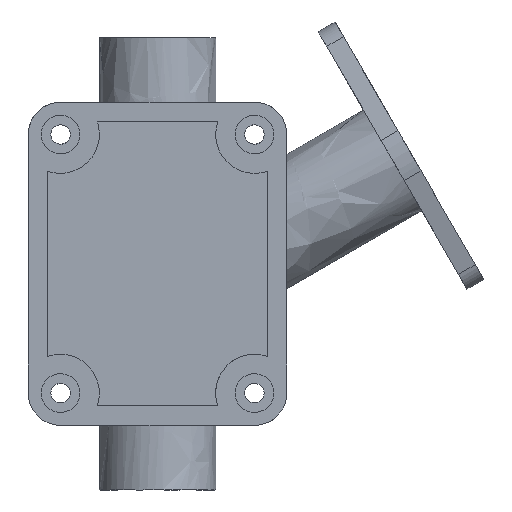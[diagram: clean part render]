
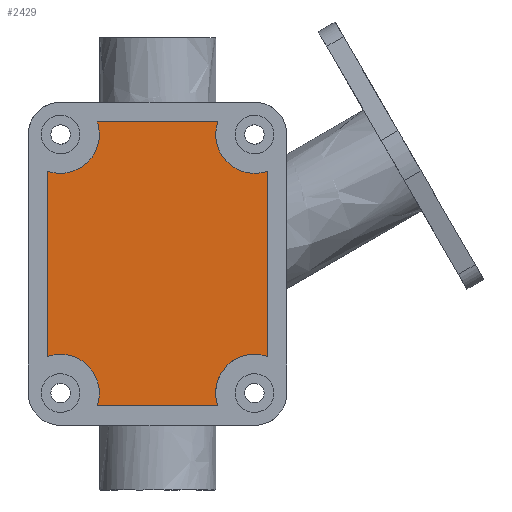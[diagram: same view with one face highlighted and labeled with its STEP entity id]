
A CAD part, front view. The second image highlights one B-rep face of the part: STEP entity #2429.
In plain terms, the highlighted free-form (B-spline) face has degree [1, 1] with [2, 2] control points.
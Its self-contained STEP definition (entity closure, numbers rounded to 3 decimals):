
#1293 = EDGE_CURVE('',#1294,#1296,#1298,.T.);
#1294 = VERTEX_POINT('',#1295);
#1295 = CARTESIAN_POINT('',(-15.06,-10.631,
    -18.3));
#1296 = VERTEX_POINT('',#1297);
#1297 = CARTESIAN_POINT('',(-13.288,-10.631,
    -18.604));
#1298 = ( BOUNDED_CURVE() B_SPLINE_CURVE(2,(#1299,#1300,#1301),
.UNSPECIFIED.,.F.,.F.) B_SPLINE_CURVE_WITH_KNOTS((3,3),(2.802,
3.142),.PIECEWISE_BEZIER_KNOTS.) CURVE() 
GEOMETRIC_REPRESENTATION_ITEM() RATIONAL_B_SPLINE_CURVE((1.,
0.986,1.)) REPRESENTATION_ITEM('') );
#1299 = CARTESIAN_POINT('',(-15.06,-10.631,
    -18.3));
#1300 = CARTESIAN_POINT('',(-14.2,-10.631,
    -18.604));
#1301 = CARTESIAN_POINT('',(-13.288,-10.631,
    -18.604));
#1333 = EDGE_CURVE('',#1334,#1336,#1338,.T.);
#1334 = VERTEX_POINT('',#1335);
#1335 = CARTESIAN_POINT('',(8.277,-10.631,
    -11.517));
#1336 = VERTEX_POINT('',#1337);
#1337 = CARTESIAN_POINT('',(13.288,-10.631,
    -18.604));
#1338 = ( BOUNDED_CURVE() B_SPLINE_CURVE(2,(#1339,#1340,#1341),
.UNSPECIFIED.,.F.,.F.) B_SPLINE_CURVE_WITH_KNOTS((3,3),(1.231,
3.142),.PIECEWISE_BEZIER_KNOTS.) CURVE() 
GEOMETRIC_REPRESENTATION_ITEM() RATIONAL_B_SPLINE_CURVE((1.,
0.577,1.)) REPRESENTATION_ITEM('') );
#1339 = CARTESIAN_POINT('',(8.277,-10.631,
    -11.517));
#1340 = CARTESIAN_POINT('',(5.771,-10.631,-18.604)
  );
#1341 = CARTESIAN_POINT('',(13.288,-10.631,
    -18.604));
#2429 = ADVANCED_FACE('',(#2430),#2490,.F.);
#2430 = FACE_BOUND('',#2431,.T.);
#2431 = EDGE_LOOP('',(#2432,#2439,#2447,#2454,#2462,#2469,#2475,#2476,
    #2483,#2489));
#2432 = ORIENTED_EDGE('',*,*,#2433,.F.);
#2433 = EDGE_CURVE('',#2434,#1294,#2436,.T.);
#2434 = VERTEX_POINT('',#2435);
#2435 = CARTESIAN_POINT('',(-15.06,-10.631,
    -43.712));
#2436 = B_SPLINE_CURVE_WITH_KNOTS('',1,(#2437,#2438),.UNSPECIFIED.,.F.,
  .F.,(2,2),(-49.343,-20.657),.PIECEWISE_BEZIER_KNOTS.);
#2437 = CARTESIAN_POINT('',(-15.06,-10.631,
    -43.712));
#2438 = CARTESIAN_POINT('',(-15.06,-10.631,
    -18.3));
#2439 = ORIENTED_EDGE('',*,*,#2440,.F.);
#2440 = EDGE_CURVE('',#2441,#2434,#2443,.T.);
#2441 = VERTEX_POINT('',#2442);
#2442 = CARTESIAN_POINT('',(-8.277,-10.631,
    -50.496));
#2443 = ( BOUNDED_CURVE() B_SPLINE_CURVE(2,(#2444,#2445,#2446),
.UNSPECIFIED.,.F.,.F.) B_SPLINE_CURVE_WITH_KNOTS((3,3),(4.373,
6.623),.PIECEWISE_BEZIER_KNOTS.) CURVE() 
GEOMETRIC_REPRESENTATION_ITEM() RATIONAL_B_SPLINE_CURVE((1.,
0.431,1.)) REPRESENTATION_ITEM('') );
#2444 = CARTESIAN_POINT('',(-8.277,-10.631,
    -50.496));
#2445 = CARTESIAN_POINT('',(-4.567,-10.631,
    -40.003));
#2446 = CARTESIAN_POINT('',(-15.06,-10.631,
    -43.712));
#2447 = ORIENTED_EDGE('',*,*,#2448,.F.);
#2448 = EDGE_CURVE('',#2449,#2441,#2451,.T.);
#2449 = VERTEX_POINT('',#2450);
#2450 = CARTESIAN_POINT('',(8.277,-10.631,
    -50.496));
#2451 = B_SPLINE_CURVE_WITH_KNOTS('',1,(#2452,#2453),.UNSPECIFIED.,.F.,
  .F.,(2,2),(-9.343,9.343),.PIECEWISE_BEZIER_KNOTS.);
#2452 = CARTESIAN_POINT('',(8.277,-10.631,
    -50.496));
#2453 = CARTESIAN_POINT('',(-8.277,-10.631,
    -50.496));
#2454 = ORIENTED_EDGE('',*,*,#2455,.T.);
#2455 = EDGE_CURVE('',#2449,#2456,#2458,.T.);
#2456 = VERTEX_POINT('',#2457);
#2457 = CARTESIAN_POINT('',(15.06,-10.631,
    -43.712));
#2458 = ( BOUNDED_CURVE() B_SPLINE_CURVE(2,(#2459,#2460,#2461),
.UNSPECIFIED.,.F.,.F.) B_SPLINE_CURVE_WITH_KNOTS((3,3),(4.373,
6.623),.PIECEWISE_BEZIER_KNOTS.) CURVE() 
GEOMETRIC_REPRESENTATION_ITEM() RATIONAL_B_SPLINE_CURVE((1.,
0.431,1.)) REPRESENTATION_ITEM('') );
#2459 = CARTESIAN_POINT('',(8.277,-10.631,
    -50.496));
#2460 = CARTESIAN_POINT('',(4.567,-10.631,
    -40.003));
#2461 = CARTESIAN_POINT('',(15.06,-10.631,
    -43.712));
#2462 = ORIENTED_EDGE('',*,*,#2463,.F.);
#2463 = EDGE_CURVE('',#2464,#2456,#2466,.T.);
#2464 = VERTEX_POINT('',#2465);
#2465 = CARTESIAN_POINT('',(15.06,-10.631,
    -18.3));
#2466 = B_SPLINE_CURVE_WITH_KNOTS('',1,(#2467,#2468),.UNSPECIFIED.,.F.,
  .F.,(2,2),(20.657,49.343),.PIECEWISE_BEZIER_KNOTS.);
#2467 = CARTESIAN_POINT('',(15.06,-10.631,
    -18.3));
#2468 = CARTESIAN_POINT('',(15.06,-10.631,
    -43.712));
#2469 = ORIENTED_EDGE('',*,*,#2470,.F.);
#2470 = EDGE_CURVE('',#1336,#2464,#2471,.T.);
#2471 = ( BOUNDED_CURVE() B_SPLINE_CURVE(2,(#2472,#2473,#2474),
.UNSPECIFIED.,.F.,.F.) B_SPLINE_CURVE_WITH_KNOTS((3,3),(3.142,
3.481),.PIECEWISE_BEZIER_KNOTS.) CURVE() 
GEOMETRIC_REPRESENTATION_ITEM() RATIONAL_B_SPLINE_CURVE((1.,
0.986,1.)) REPRESENTATION_ITEM('') );
#2472 = CARTESIAN_POINT('',(13.288,-10.631,
    -18.604));
#2473 = CARTESIAN_POINT('',(14.2,-10.631,
    -18.604));
#2474 = CARTESIAN_POINT('',(15.06,-10.631,
    -18.3));
#2475 = ORIENTED_EDGE('',*,*,#1333,.F.);
#2476 = ORIENTED_EDGE('',*,*,#2477,.F.);
#2477 = EDGE_CURVE('',#2478,#1334,#2480,.T.);
#2478 = VERTEX_POINT('',#2479);
#2479 = CARTESIAN_POINT('',(-8.277,-10.631,
    -11.517));
#2480 = B_SPLINE_CURVE_WITH_KNOTS('',1,(#2481,#2482),.UNSPECIFIED.,.F.,
  .F.,(2,2),(-9.343,9.343),.PIECEWISE_BEZIER_KNOTS.);
#2481 = CARTESIAN_POINT('',(-8.277,-10.631,
    -11.517));
#2482 = CARTESIAN_POINT('',(8.277,-10.631,
    -11.517));
#2483 = ORIENTED_EDGE('',*,*,#2484,.F.);
#2484 = EDGE_CURVE('',#1296,#2478,#2485,.T.);
#2485 = ( BOUNDED_CURVE() B_SPLINE_CURVE(2,(#2486,#2487,#2488),
.UNSPECIFIED.,.F.,.F.) B_SPLINE_CURVE_WITH_KNOTS((3,3),(3.142,
5.052),.PIECEWISE_BEZIER_KNOTS.) CURVE() 
GEOMETRIC_REPRESENTATION_ITEM() RATIONAL_B_SPLINE_CURVE((1.,
0.577,1.)) REPRESENTATION_ITEM('') );
#2486 = CARTESIAN_POINT('',(-13.288,-10.631,
    -18.604));
#2487 = CARTESIAN_POINT('',(-5.771,-10.631,-18.604
    ));
#2488 = CARTESIAN_POINT('',(-8.277,-10.631,
    -11.517));
#2489 = ORIENTED_EDGE('',*,*,#1293,.F.);
#2490 = B_SPLINE_SURFACE_WITH_KNOTS('',1,1,(
    (#2491,#2492)
    ,(#2493,#2494
    )),.UNSPECIFIED.,.F.,.F.,.F.,(2,2),(2,2),(-57.,-13.),(-17.,17.),
  .PIECEWISE_BEZIER_KNOTS.);
#2491 = CARTESIAN_POINT('',(-15.06,-10.631,
    -50.496));
#2492 = CARTESIAN_POINT('',(15.06,-10.631,
    -50.496));
#2493 = CARTESIAN_POINT('',(-15.06,-10.631,
    -11.517));
#2494 = CARTESIAN_POINT('',(15.06,-10.631,
    -11.517));
